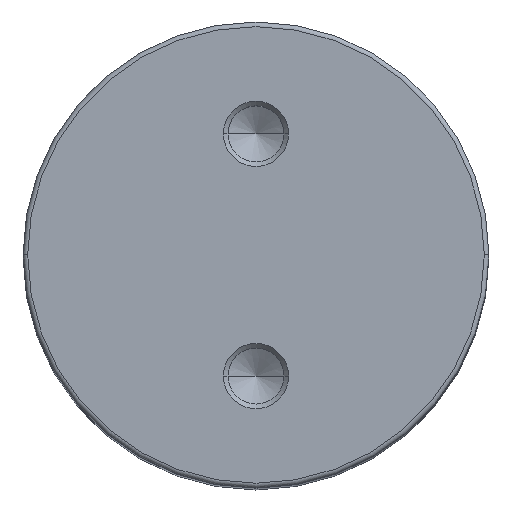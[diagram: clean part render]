
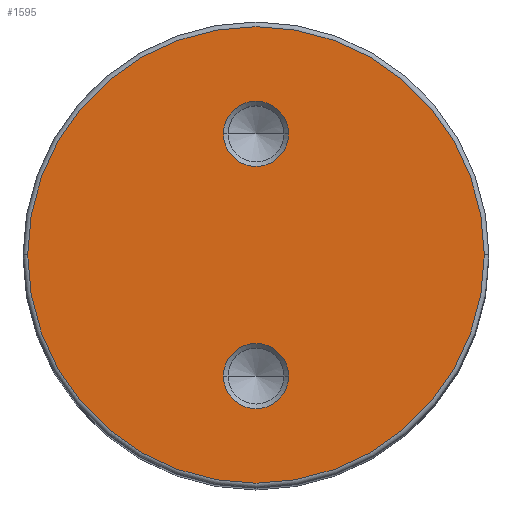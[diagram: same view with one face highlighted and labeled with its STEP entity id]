
A CAD part, top view. The second image highlights one B-rep face of the part: STEP entity #1595.
In plain terms, the highlighted planar face has unit normal (0, 0, 1).
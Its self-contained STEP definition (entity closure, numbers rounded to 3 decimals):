
#134 = DIRECTION ( 'NONE',  ( 0., 0., -1. ) ) ;
#135 = FACE_BOUND ( 'NONE', #1130, .T. ) ;
#137 = CARTESIAN_POINT ( 'NONE',  ( 0., 0., 0. ) ) ;
#139 = FACE_OUTER_BOUND ( 'NONE', #1116, .T. ) ;
#140 = FACE_BOUND ( 'NONE', #1124, .T. ) ;
#141 = PLANE ( 'NONE',  #1538 ) ;
#143 = DIRECTION ( 'NONE',  ( -1., 0., 0. ) ) ;
#302 = CARTESIAN_POINT ( 'NONE',  ( 0., -13., 0. ) ) ;
#303 = DIRECTION ( 'NONE',  ( 0., 0., -1. ) ) ;
#304 = DIRECTION ( 'NONE',  ( 1., 0., 0. ) ) ;
#329 = CARTESIAN_POINT ( 'NONE',  ( 0., 13., 0. ) ) ;
#330 = DIRECTION ( 'NONE',  ( 0., 0., 1. ) ) ;
#331 = DIRECTION ( 'NONE',  ( 1., 0., 0. ) ) ;
#465 = CARTESIAN_POINT ( 'NONE',  ( 0., 0., 0. ) ) ;
#466 = DIRECTION ( 'NONE',  ( 0., 0., 1. ) ) ;
#467 = DIRECTION ( 'NONE',  ( 1., 0., 0. ) ) ;
#471 = CARTESIAN_POINT ( 'NONE',  ( 0., 13., 0. ) ) ;
#472 = DIRECTION ( 'NONE',  ( 0., 0., 1. ) ) ;
#473 = DIRECTION ( 'NONE',  ( 1., 0., 0. ) ) ;
#474 = CARTESIAN_POINT ( 'NONE',  ( 0., 0., 0. ) ) ;
#475 = DIRECTION ( 'NONE',  ( 0., 0., 1. ) ) ;
#476 = DIRECTION ( 'NONE',  ( 1., 0., 0. ) ) ;
#477 = CARTESIAN_POINT ( 'NONE',  ( 0., -13., 0. ) ) ;
#478 = DIRECTION ( 'NONE',  ( 0., 0., -1. ) ) ;
#479 = DIRECTION ( 'NONE',  ( 1., 0., 0. ) ) ;
#503 = CIRCLE ( 'NONE', #504, 3.5 ) ;
#504 = AXIS2_PLACEMENT_3D ( 'NONE', #302, #303, #304 ) ;
#513 = CIRCLE ( 'NONE', #517, 3.5 ) ;
#517 = AXIS2_PLACEMENT_3D ( 'NONE', #329, #330, #331 ) ;
#587 = CIRCLE ( 'NONE', #590, 24.5 ) ;
#589 = CIRCLE ( 'NONE', #593, 3.5 ) ;
#590 = AXIS2_PLACEMENT_3D ( 'NONE', #465, #466, #467 ) ;
#592 = CIRCLE ( 'NONE', #595, 24.5 ) ;
#593 = AXIS2_PLACEMENT_3D ( 'NONE', #471, #472, #473 ) ;
#594 = CIRCLE ( 'NONE', #597, 3.5 ) ;
#595 = AXIS2_PLACEMENT_3D ( 'NONE', #474, #475, #476 ) ;
#597 = AXIS2_PLACEMENT_3D ( 'NONE', #477, #478, #479 ) ;
#938 = CARTESIAN_POINT ( 'NONE',  ( 3.5, -13., 0. ) ) ;
#942 = CARTESIAN_POINT ( 'NONE',  ( -3.5, -13., 0. ) ) ;
#951 = CARTESIAN_POINT ( 'NONE',  ( -3.5, 13., 0. ) ) ;
#952 = CARTESIAN_POINT ( 'NONE',  ( 3.5, 13., 0. ) ) ;
#986 = CARTESIAN_POINT ( 'NONE',  ( 24.5, 0., 0. ) ) ;
#987 = CARTESIAN_POINT ( 'NONE',  ( -24.5, 0., 0. ) ) ;
#1116 = EDGE_LOOP ( 'NONE', ( #1321, #1339 ) ) ;
#1124 = EDGE_LOOP ( 'NONE', ( #1338, #1288 ) ) ;
#1130 = EDGE_LOOP ( 'NONE', ( #1336, #1335 ) ) ;
#1199 = VERTEX_POINT ( 'NONE', #987 ) ;
#1200 = VERTEX_POINT ( 'NONE', #986 ) ;
#1228 = VERTEX_POINT ( 'NONE', #952 ) ;
#1229 = VERTEX_POINT ( 'NONE', #951 ) ;
#1236 = VERTEX_POINT ( 'NONE', #942 ) ;
#1237 = VERTEX_POINT ( 'NONE', #938 ) ;
#1288 = ORIENTED_EDGE ( 'NONE', *, *, #1694, .T. ) ;
#1321 = ORIENTED_EDGE ( 'NONE', *, *, #1690, .T. ) ;
#1335 = ORIENTED_EDGE ( 'NONE', *, *, #1644, .F. ) ;
#1336 = ORIENTED_EDGE ( 'NONE', *, *, #1692, .F. ) ;
#1338 = ORIENTED_EDGE ( 'NONE', *, *, #1635, .T. ) ;
#1339 = ORIENTED_EDGE ( 'NONE', *, *, #1693, .T. ) ;
#1538 = AXIS2_PLACEMENT_3D ( 'NONE', #137, #134, #143 ) ;
#1595 = ADVANCED_FACE ( 'NONE', ( #135, #139, #140 ), #141, .F. ) ;
#1635 = EDGE_CURVE ( 'NONE', #1237, #1236, #503, .T. ) ;
#1644 = EDGE_CURVE ( 'NONE', #1229, #1228, #513, .T. ) ;
#1690 = EDGE_CURVE ( 'NONE', #1200, #1199, #587, .T. ) ;
#1692 = EDGE_CURVE ( 'NONE', #1228, #1229, #589, .T. ) ;
#1693 = EDGE_CURVE ( 'NONE', #1199, #1200, #592, .T. ) ;
#1694 = EDGE_CURVE ( 'NONE', #1236, #1237, #594, .T. ) ;
